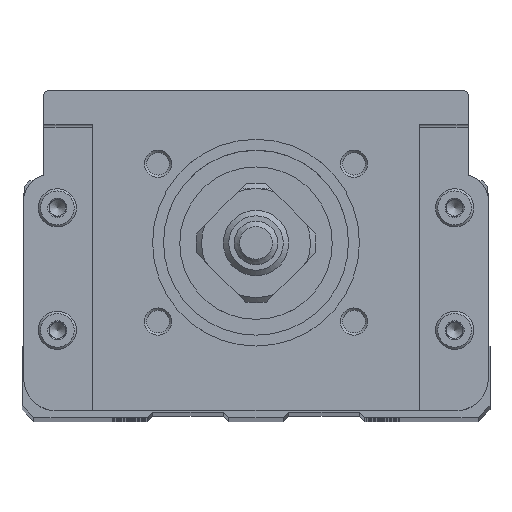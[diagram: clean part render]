
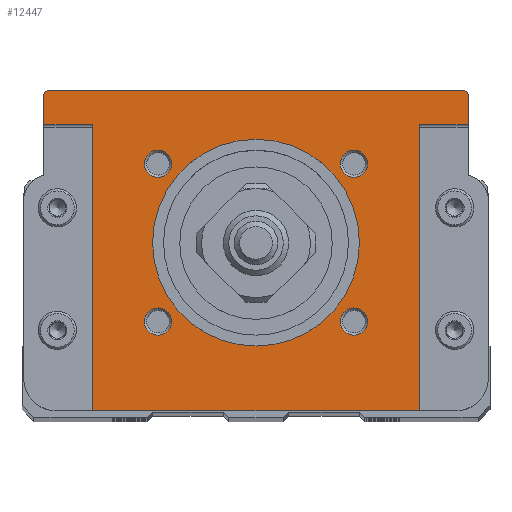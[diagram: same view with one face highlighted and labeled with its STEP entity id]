
A CAD part, top view. The second image highlights one B-rep face of the part: STEP entity #12447.
In plain terms, the highlighted face is planar.
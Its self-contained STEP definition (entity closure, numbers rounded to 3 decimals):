
#102=LINE('',#16797,#941);
#259=LINE('',#17193,#1098);
#264=LINE('',#17211,#1103);
#271=LINE('',#17235,#1110);
#439=LINE('',#18015,#1278);
#442=LINE('',#18023,#1281);
#445=LINE('',#18033,#1284);
#448=LINE('',#18041,#1287);
#941=VECTOR('',#13753,1000.);
#1098=VECTOR('',#14118,1000.);
#1103=VECTOR('',#14135,1000.);
#1110=VECTOR('',#14156,1000.);
#1278=VECTOR('',#14796,1000.);
#1281=VECTOR('',#14803,1000.);
#1284=VECTOR('',#14816,1000.);
#1287=VECTOR('',#14823,1000.);
#3710=ORIENTED_EDGE('',*,*,#5008,.T.);
#3711=ORIENTED_EDGE('',*,*,#5004,.T.);
#3712=ORIENTED_EDGE('',*,*,#4999,.T.);
#3713=ORIENTED_EDGE('',*,*,#5323,.F.);
#3714=ORIENTED_EDGE('',*,*,#5319,.F.);
#3715=ORIENTED_EDGE('',*,*,#4790,.T.);
#3716=ORIENTED_EDGE('',*,*,#5310,.T.);
#3717=ORIENTED_EDGE('',*,*,#5314,.T.);
#3718=ORIENTED_EDGE('',*,*,#5020,.T.);
#3719=ORIENTED_EDGE('',*,*,#5018,.T.);
#3720=ORIENTED_EDGE('',*,*,#5522,.T.);
#3721=ORIENTED_EDGE('',*,*,#5523,.T.);
#3722=ORIENTED_EDGE('',*,*,#5524,.T.);
#3723=ORIENTED_EDGE('',*,*,#5525,.T.);
#3724=ORIENTED_EDGE('',*,*,#5521,.T.);
#4790=EDGE_CURVE('',#6097,#6098,#102,.T.);
#4999=EDGE_CURVE('',#6232,#6233,#259,.T.);
#5004=EDGE_CURVE('',#6236,#6232,#6999,.F.);
#5008=EDGE_CURVE('',#6239,#6236,#264,.T.);
#5018=EDGE_CURVE('',#6248,#6239,#7006,.F.);
#5020=EDGE_CURVE('',#6249,#6248,#271,.T.);
#5310=EDGE_CURVE('',#6098,#6445,#439,.T.);
#5314=EDGE_CURVE('',#6445,#6249,#442,.T.);
#5319=EDGE_CURVE('',#6097,#6450,#445,.T.);
#5323=EDGE_CURVE('',#6450,#6233,#448,.T.);
#5521=EDGE_CURVE('',#6584,#6584,#7194,.T.);
#5522=EDGE_CURVE('',#6585,#6585,#7195,.T.);
#5523=EDGE_CURVE('',#6586,#6586,#7196,.T.);
#5524=EDGE_CURVE('',#6587,#6587,#7197,.T.);
#5525=EDGE_CURVE('',#6588,#6588,#7198,.T.);
#6097=VERTEX_POINT('',#16798);
#6098=VERTEX_POINT('',#16799);
#6232=VERTEX_POINT('',#17194);
#6233=VERTEX_POINT('',#17195);
#6236=VERTEX_POINT('',#17204);
#6239=VERTEX_POINT('',#17212);
#6248=VERTEX_POINT('',#17232);
#6249=VERTEX_POINT('',#17236);
#6445=VERTEX_POINT('',#18016);
#6450=VERTEX_POINT('',#18034);
#6584=VERTEX_POINT('',#18543);
#6585=VERTEX_POINT('',#18546);
#6586=VERTEX_POINT('',#18548);
#6587=VERTEX_POINT('',#18550);
#6588=VERTEX_POINT('',#18552);
#6999=CIRCLE('',#12824,1.);
#7006=CIRCLE('',#12833,1.);
#7194=CIRCLE('',#13325,19.);
#7195=CIRCLE('',#13327,2.5);
#7196=CIRCLE('',#13328,2.5);
#7197=CIRCLE('',#13329,2.5);
#7198=CIRCLE('',#13330,2.5);
#7790=EDGE_LOOP('',(#3710,#3711,#3712,#3713,#3714,#3715,#3716,#3717,#3718,
#3719));
#7791=EDGE_LOOP('',(#3720));
#7792=EDGE_LOOP('',(#3721));
#7793=EDGE_LOOP('',(#3722));
#7794=EDGE_LOOP('',(#3723));
#7795=EDGE_LOOP('',(#3724));
#8603=FACE_BOUND('',#7790,.T.);
#8604=FACE_BOUND('',#7791,.T.);
#8605=FACE_BOUND('',#7792,.T.);
#8606=FACE_BOUND('',#7793,.T.);
#8607=FACE_BOUND('',#7794,.T.);
#8608=FACE_BOUND('',#7795,.T.);
#9144=PLANE('',#13326);
#12447=ADVANCED_FACE('',(#8603,#8604,#8605,#8606,#8607,#8608),#9144,.F.);
#12824=AXIS2_PLACEMENT_3D('',#17203,#14126,#14127);
#12833=AXIS2_PLACEMENT_3D('',#17231,#14151,#14152);
#13325=AXIS2_PLACEMENT_3D('',#18542,#15406,#15407);
#13326=AXIS2_PLACEMENT_3D('',#18544,#15408,#15409);
#13327=AXIS2_PLACEMENT_3D('',#18545,#15410,#15411);
#13328=AXIS2_PLACEMENT_3D('',#18547,#15412,#15413);
#13329=AXIS2_PLACEMENT_3D('',#18549,#15414,#15415);
#13330=AXIS2_PLACEMENT_3D('',#18551,#15416,#15417);
#13753=DIRECTION('',(0.,0.,1.));
#14118=DIRECTION('',(0.,-1.,0.));
#14126=DIRECTION('',(1.,0.,0.));
#14127=DIRECTION('',(0.,0.,-1.));
#14135=DIRECTION('',(0.,0.,-1.));
#14151=DIRECTION('',(1.,0.,0.));
#14152=DIRECTION('',(0.,0.,-1.));
#14156=DIRECTION('',(0.,1.,0.));
#14796=DIRECTION('',(0.,1.,0.));
#14803=DIRECTION('',(0.,0.,1.));
#14816=DIRECTION('',(0.,1.,0.));
#14823=DIRECTION('',(0.,0.,-1.));
#15406=DIRECTION('',(1.,0.,0.));
#15407=DIRECTION('',(0.,0.,-1.));
#15408=DIRECTION('',(1.,0.,0.));
#15409=DIRECTION('',(0.,0.,-1.));
#15410=DIRECTION('',(1.,0.,0.));
#15411=DIRECTION('',(0.,0.,-1.));
#15412=DIRECTION('',(1.,0.,0.));
#15413=DIRECTION('',(0.,0.,-1.));
#15414=DIRECTION('',(1.,0.,0.));
#15415=DIRECTION('',(0.,0.,-1.));
#15416=DIRECTION('',(1.,0.,0.));
#15417=DIRECTION('',(0.,0.,-1.));
#16797=CARTESIAN_POINT('',(-72.5,-30.8,36.7));
#16798=CARTESIAN_POINT('',(-72.5,-30.8,-30.));
#16799=CARTESIAN_POINT('',(-72.5,-30.8,30.));
#17193=CARTESIAN_POINT('',(-72.5,12.528,-39.));
#17194=CARTESIAN_POINT('',(-72.5,27.,-39.));
#17195=CARTESIAN_POINT('',(-72.5,21.8,-39.));
#17203=CARTESIAN_POINT('',(-72.5,27.,-38.));
#17204=CARTESIAN_POINT('',(-72.5,28.,-38.));
#17211=CARTESIAN_POINT('',(-72.5,28.,-38.));
#17212=CARTESIAN_POINT('',(-72.5,28.,38.));
#17231=CARTESIAN_POINT('',(-72.5,27.,38.));
#17232=CARTESIAN_POINT('',(-72.5,27.,39.));
#17235=CARTESIAN_POINT('',(-72.5,27.,39.));
#17236=CARTESIAN_POINT('',(-72.5,21.8,39.));
#18015=CARTESIAN_POINT('',(-72.5,21.3,30.));
#18016=CARTESIAN_POINT('',(-72.5,21.8,30.));
#18023=CARTESIAN_POINT('',(-72.5,21.8,45.));
#18033=CARTESIAN_POINT('',(-72.5,21.3,-30.));
#18034=CARTESIAN_POINT('',(-72.5,21.8,-30.));
#18041=CARTESIAN_POINT('',(-72.5,21.8,-45.));
#18542=CARTESIAN_POINT('',(-72.5,0.,0.));
#18543=CARTESIAN_POINT('',(-72.5,0.,-19.));
#18544=CARTESIAN_POINT('',(-72.5,19.,0.));
#18545=CARTESIAN_POINT('',(-72.5,14.5,18.));
#18546=CARTESIAN_POINT('',(-72.5,14.5,15.5));
#18547=CARTESIAN_POINT('',(-72.5,-14.5,18.));
#18548=CARTESIAN_POINT('',(-72.5,-14.5,15.5));
#18549=CARTESIAN_POINT('',(-72.5,-14.5,-18.));
#18550=CARTESIAN_POINT('',(-72.5,-14.5,-20.5));
#18551=CARTESIAN_POINT('',(-72.5,14.5,-18.));
#18552=CARTESIAN_POINT('',(-72.5,14.5,-20.5));
